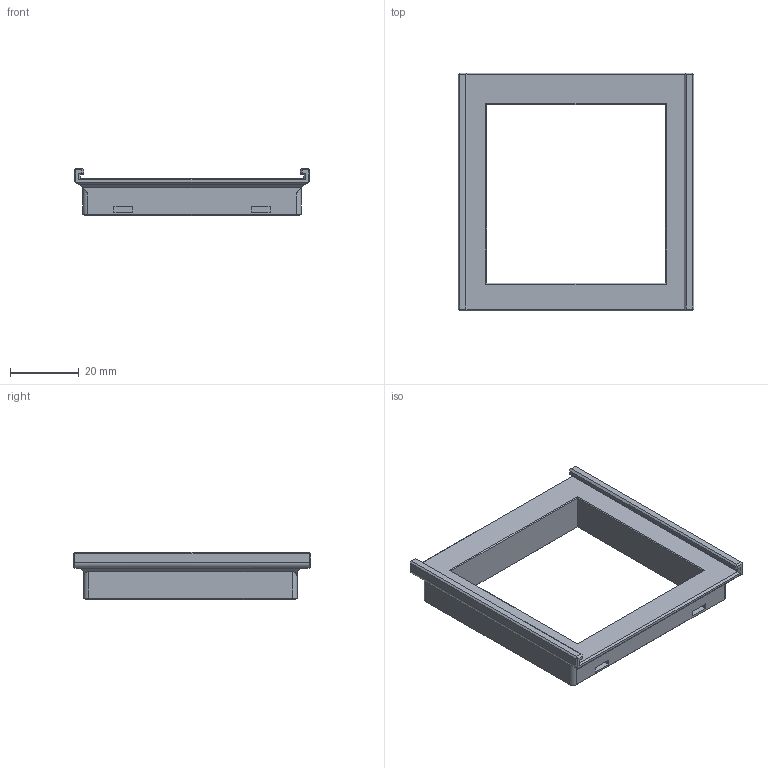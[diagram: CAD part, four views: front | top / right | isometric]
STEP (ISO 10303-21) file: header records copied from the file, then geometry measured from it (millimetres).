
FILE_DESCRIPTION(/* description */ ('Unknown'),/* implementation_level */ '2;1');
FILE_NAME(/* name */ 'bronicaS2A_viewFinder_hasselblad45DEG',/* time_stamp */ '2026-01-13T18:44:51-05:00',/* author */ ('Unknown'),/* organization */ ('Unknown'),/* preprocessor_version */ 'ST-DEVELOPER v18.1',/* originating_system */ 'Solid Edge',/* authorisation */ 'Unknown');
FILE_SCHEMA (('AUTOMOTIVE_DESIGN {1 0 10303 214 3 1 1}'));
Length unit declared in the file: millimetre
Products named in the file (2): bronicaS2A_viewFinder; bronicaS2A_viewFinder_hasselblad45DEG
Assembly tree (1 placements, depth 2):
  bronicaS2A_viewFinder
    bronicaS2A_viewFinder_hasselblad45DEG
Bounding box: 68.5 x 69.08 x 13.9 mm (x, y, z)
Volume: 15788.4 mm3; surface area: 9843.1 mm2
Topology: 1 solids, 1 shells, 112 faces, 278 edges, 165 vertices
Faces by surface type: plane 85, cylinder 15, cone 10, sphere 2
Full cylindrical faces by diameter (mm): 1.75 x2
Entity records: 3245 total; most frequent: CARTESIAN_POINT 571, ORIENTED_EDGE 538, DIRECTION 535, EDGE_CURVE 269, LINE 225, VECTOR 225, VERTEX_POINT 164, AXIS2_PLACEMENT_3D 155
